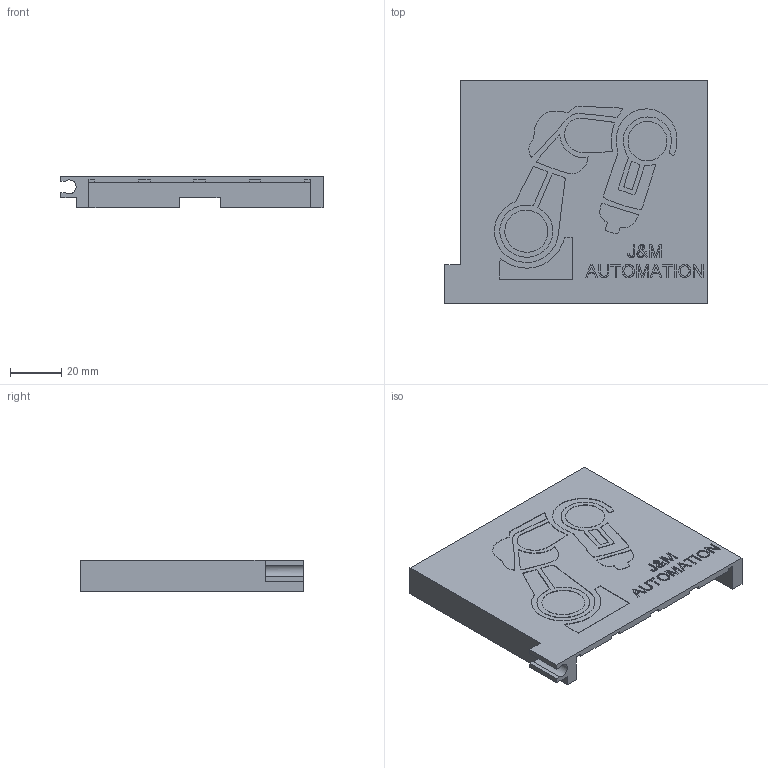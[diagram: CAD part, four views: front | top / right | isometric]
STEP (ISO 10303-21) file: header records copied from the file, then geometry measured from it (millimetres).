
FILE_DESCRIPTION(/* description */ (''),/* implementation_level */ '2;1');
FILE_NAME(/* name */ 'Box for USB extension cabse (cover).step',/* time_stamp */ '2025-07-22T18:07:16+03:00',/* author */ (''),/* organization */ (''),/* preprocessor_version */ 'ST-DEVELOPER v20.1',/* originating_system */ 'Autodesk Translation Framework v14.10.0.0',/* authorisation */ '');
FILE_SCHEMA (('AUTOMOTIVE_DESIGN { 1 0 10303 214 3 1 1 }'));
Length unit declared in the file: millimetre
Products named in the file (2): Pieni USB boksi; kansi
Assembly tree (1 placements, depth 2):
  Pieni USB boksi
    kansi
Bounding box: 102.7 x 87.2 x 12.5 mm (x, y, z)
Volume: 33214.8 mm3; surface area: 24148.2 mm2
Topology: 1 solids, 1 shells, 417 faces, 1145 edges, 763 vertices
Faces by surface type: bspline 219, plane 193, cylinder 5
Full cylindrical faces by diameter (mm): 3 x4
Entity records: 14372 total; most frequent: CARTESIAN_POINT 5575, ORIENTED_EDGE 2290, EDGE_CURVE 1145, DIRECTION 1120, VERTEX_POINT 763, LINE 696, VECTOR 696, EDGE_LOOP 450
